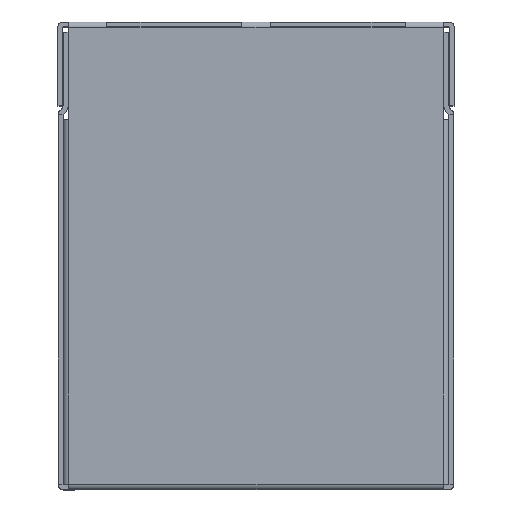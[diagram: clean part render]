
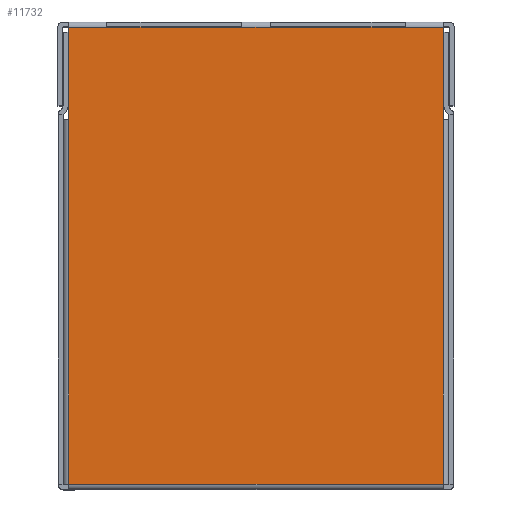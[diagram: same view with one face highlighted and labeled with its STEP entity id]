
A CAD part, top view. The second image highlights one B-rep face of the part: STEP entity #11732.
In plain terms, the highlighted face is planar.
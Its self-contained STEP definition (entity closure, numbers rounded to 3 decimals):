
#467=PLANE('',#12701);
#1390=LINE('',#18625,#2676);
#1395=LINE('',#18646,#2681);
#1399=LINE('',#18657,#2685);
#1400=LINE('',#18664,#2686);
#1441=LINE('',#18774,#2727);
#1442=LINE('',#18776,#2728);
#1443=LINE('',#18778,#2729);
#1444=LINE('',#18779,#2730);
#1445=LINE('',#18780,#2731);
#1446=LINE('',#18781,#2732);
#1447=LINE('',#18782,#2733);
#1448=LINE('',#18783,#2734);
#1449=LINE('',#18785,#2735);
#1450=LINE('',#18787,#2736);
#1451=LINE('',#18789,#2737);
#1452=LINE('',#18791,#2738);
#2676=VECTOR('',#14964,1000.);
#2681=VECTOR('',#14981,1000.);
#2685=VECTOR('',#14989,1000.);
#2686=VECTOR('',#14996,1000.);
#2727=VECTOR('',#15083,1000.);
#2728=VECTOR('',#15086,1000.);
#2729=VECTOR('',#15087,1000.);
#2730=VECTOR('',#15088,1000.);
#2731=VECTOR('',#15089,1000.);
#2732=VECTOR('',#15090,1000.);
#2733=VECTOR('',#15091,1000.);
#2734=VECTOR('',#15092,1000.);
#2735=VECTOR('',#15093,1000.);
#2736=VECTOR('',#15094,1000.);
#2737=VECTOR('',#15095,1000.);
#2738=VECTOR('',#15096,1000.);
#5132=ORIENTED_EDGE('',*,*,#7552,.T.);
#5133=ORIENTED_EDGE('',*,*,#7553,.T.);
#5134=ORIENTED_EDGE('',*,*,#7551,.T.);
#5135=ORIENTED_EDGE('',*,*,#7554,.T.);
#5136=ORIENTED_EDGE('',*,*,#7487,.T.);
#5137=ORIENTED_EDGE('',*,*,#7555,.T.);
#5138=ORIENTED_EDGE('',*,*,#7478,.T.);
#5139=ORIENTED_EDGE('',*,*,#7556,.T.);
#5140=ORIENTED_EDGE('',*,*,#7492,.T.);
#5141=ORIENTED_EDGE('',*,*,#7557,.T.);
#5142=ORIENTED_EDGE('',*,*,#7495,.T.);
#5143=ORIENTED_EDGE('',*,*,#7558,.F.);
#5144=ORIENTED_EDGE('',*,*,#7559,.T.);
#5145=ORIENTED_EDGE('',*,*,#7560,.F.);
#5146=ORIENTED_EDGE('',*,*,#7561,.F.);
#5147=ORIENTED_EDGE('',*,*,#7562,.F.);
#7478=EDGE_CURVE('',#8833,#8834,#1390,.T.);
#7487=EDGE_CURVE('',#8843,#8842,#1395,.T.);
#7492=EDGE_CURVE('',#8848,#8847,#1399,.T.);
#7495=EDGE_CURVE('',#8851,#8849,#1400,.T.);
#7551=EDGE_CURVE('',#8894,#8896,#1441,.T.);
#7552=EDGE_CURVE('',#8897,#8890,#1442,.T.);
#7553=EDGE_CURVE('',#8890,#8894,#1443,.T.);
#7554=EDGE_CURVE('',#8896,#8843,#1444,.T.);
#7555=EDGE_CURVE('',#8842,#8833,#1445,.T.);
#7556=EDGE_CURVE('',#8834,#8848,#1446,.T.);
#7557=EDGE_CURVE('',#8847,#8851,#1447,.T.);
#7558=EDGE_CURVE('',#8898,#8849,#1448,.T.);
#7559=EDGE_CURVE('',#8898,#8899,#1449,.T.);
#7560=EDGE_CURVE('',#8900,#8899,#1450,.T.);
#7561=EDGE_CURVE('',#8901,#8900,#1451,.T.);
#7562=EDGE_CURVE('',#8897,#8901,#1452,.T.);
#8833=VERTEX_POINT('',#18626);
#8834=VERTEX_POINT('',#18627);
#8842=VERTEX_POINT('',#18645);
#8843=VERTEX_POINT('',#18647);
#8847=VERTEX_POINT('',#18656);
#8848=VERTEX_POINT('',#18658);
#8849=VERTEX_POINT('',#18662);
#8851=VERTEX_POINT('',#18665);
#8890=VERTEX_POINT('',#18760);
#8894=VERTEX_POINT('',#18769);
#8896=VERTEX_POINT('',#18773);
#8897=VERTEX_POINT('',#18777);
#8898=VERTEX_POINT('',#18784);
#8899=VERTEX_POINT('',#18786);
#8900=VERTEX_POINT('',#18788);
#8901=VERTEX_POINT('',#18790);
#10009=EDGE_LOOP('',(#5132,#5133,#5134,#5135,#5136,#5137,#5138,#5139,#5140,
#5141,#5142,#5143,#5144,#5145,#5146,#5147));
#10785=FACE_BOUND('',#10009,.T.);
#11732=ADVANCED_FACE('',(#10785),#467,.T.);
#12701=AXIS2_PLACEMENT_3D('',#18775,#15084,#15085);
#14964=DIRECTION('',(-1.,0.,0.));
#14981=DIRECTION('',(0.,-1.,0.));
#14989=DIRECTION('',(-1.,0.,0.));
#14996=DIRECTION('',(-1.,0.,0.));
#15083=DIRECTION('',(0.,-1.,0.));
#15084=DIRECTION('',(0.,0.,-1.));
#15085=DIRECTION('',(0.,1.,0.));
#15086=DIRECTION('',(1.,0.,0.));
#15087=DIRECTION('',(0.,-1.,0.));
#15088=DIRECTION('',(1.,0.,0.));
#15089=DIRECTION('',(-1.,0.,0.));
#15090=DIRECTION('',(-1.,0.,0.));
#15091=DIRECTION('',(-1.,0.,0.));
#15092=DIRECTION('',(1.,0.,0.));
#15093=DIRECTION('',(0.,1.,0.));
#15094=DIRECTION('',(-1.,0.,0.));
#15095=DIRECTION('',(0.,-1.,0.));
#15096=DIRECTION('',(0.,-1.,0.));
#18625=CARTESIAN_POINT('',(7.71,-10.885,-5.925));
#18626=CARTESIAN_POINT('',(7.5,-10.885,-5.925));
#18627=CARTESIAN_POINT('',(5.97,-10.885,-5.925));
#18645=CARTESIAN_POINT('',(7.71,-10.885,-5.925));
#18646=CARTESIAN_POINT('',(7.71,7.455,-5.925));
#18647=CARTESIAN_POINT('',(7.71,-10.885,-5.925));
#18656=CARTESIAN_POINT('',(-0.57,-10.885,-5.925));
#18657=CARTESIAN_POINT('',(7.71,-10.885,-5.925));
#18658=CARTESIAN_POINT('',(0.57,-10.885,-5.925));
#18662=CARTESIAN_POINT('',(-7.5,-10.885,-5.925));
#18664=CARTESIAN_POINT('',(7.71,-10.885,-5.925));
#18665=CARTESIAN_POINT('',(-5.97,-10.885,-5.925));
#18760=CARTESIAN_POINT('',(7.5,7.395,-5.925));
#18769=CARTESIAN_POINT('',(7.5,-7.205,-5.925));
#18773=CARTESIAN_POINT('',(7.5,-10.885,-5.925));
#18774=CARTESIAN_POINT('',(7.5,-10.885,-5.925));
#18775=CARTESIAN_POINT('',(0.,0.,
-5.925));
#18776=CARTESIAN_POINT('',(-7.71,7.395,-5.925));
#18777=CARTESIAN_POINT('',(-7.5,7.395,-5.925));
#18778=CARTESIAN_POINT('',(7.5,-10.885,-5.925));
#18779=CARTESIAN_POINT('',(7.71,-10.885,-5.925));
#18780=CARTESIAN_POINT('',(7.71,-10.885,-5.925));
#18781=CARTESIAN_POINT('',(5.97,-10.885,-5.925));
#18782=CARTESIAN_POINT('',(-0.57,-10.885,-5.925));
#18783=CARTESIAN_POINT('',(-7.71,-10.885,-5.925));
#18784=CARTESIAN_POINT('',(-7.71,-10.885,-5.925));
#18785=CARTESIAN_POINT('',(-7.71,7.455,-5.925));
#18786=CARTESIAN_POINT('',(-7.71,-10.885,-5.925));
#18787=CARTESIAN_POINT('',(-7.71,-10.885,-5.925));
#18788=CARTESIAN_POINT('',(-7.5,-10.885,-5.925));
#18789=CARTESIAN_POINT('',(-7.5,-10.885,-5.925));
#18790=CARTESIAN_POINT('',(-7.5,-7.205,-5.925));
#18791=CARTESIAN_POINT('',(-7.5,-10.885,-5.925));
